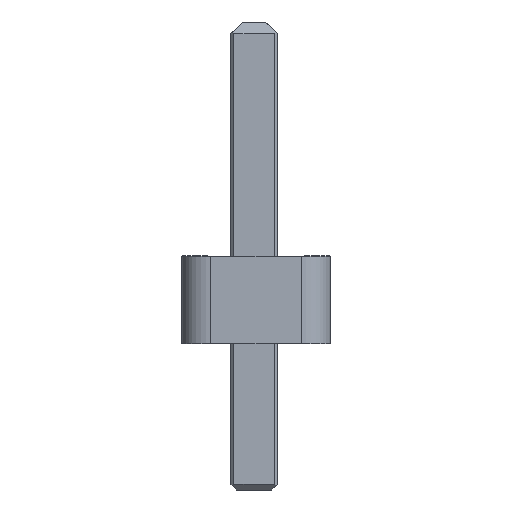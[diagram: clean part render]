
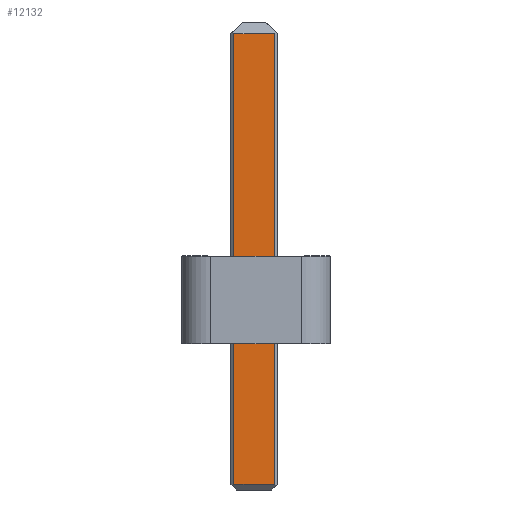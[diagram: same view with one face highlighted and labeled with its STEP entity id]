
A CAD part, left-side view. The second image highlights one B-rep face of the part: STEP entity #12132.
In plain terms, the highlighted planar face has unit normal (-1, 0, 0).
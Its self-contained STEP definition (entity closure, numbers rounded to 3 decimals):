
#1012=FACE_OUTER_BOUND('',#1692,.T.);
#1692=EDGE_LOOP('',(#10873,#10874,#10875,#10876));
#3170=LINE('',#19547,#4690);
#3198=LINE('',#19602,#4718);
#3204=LINE('',#19615,#4724);
#3210=LINE('',#19626,#4730);
#4690=VECTOR('',#16095,10.);
#4718=VECTOR('',#16137,10.);
#4724=VECTOR('',#16149,10.);
#4730=VECTOR('',#16159,10.);
#5826=VERTEX_POINT('',#19544);
#5827=VERTEX_POINT('',#19546);
#5847=VERTEX_POINT('',#19600);
#5851=VERTEX_POINT('',#19614);
#7490=EDGE_CURVE('',#5826,#5827,#3170,.T.);
#7518=EDGE_CURVE('',#5847,#5826,#3198,.T.);
#7524=EDGE_CURVE('',#5827,#5851,#3204,.T.);
#7530=EDGE_CURVE('',#5851,#5847,#3210,.T.);
#10873=ORIENTED_EDGE('',*,*,#7490,.F.);
#10874=ORIENTED_EDGE('',*,*,#7518,.F.);
#10875=ORIENTED_EDGE('',*,*,#7530,.F.);
#10876=ORIENTED_EDGE('',*,*,#7524,.F.);
#11472=PLANE('',#13006);
#12132=ADVANCED_FACE('',(#1012),#11472,.T.);
#13006=AXIS2_PLACEMENT_3D('',#19630,#16162,#16163);
#16095=DIRECTION('',(0.,1.,0.));
#16137=DIRECTION('',(0.,0.,-1.));
#16149=DIRECTION('',(0.,0.,1.));
#16159=DIRECTION('',(0.,-1.,0.));
#16162=DIRECTION('center_axis',(-1.,0.,0.));
#16163=DIRECTION('ref_axis',(0.,0.,1.));
#19544=CARTESIAN_POINT('',(-24.5,-0.32,-2.4));
#19546=CARTESIAN_POINT('',(-24.5,0.38,-2.4));
#19547=CARTESIAN_POINT('',(-24.5,-0.32,-2.4));
#19600=CARTESIAN_POINT('',(-24.5,-0.32,5.3));
#19602=CARTESIAN_POINT('',(-24.5,-0.32,5.3));
#19614=CARTESIAN_POINT('',(-24.5,0.38,5.3));
#19615=CARTESIAN_POINT('',(-24.5,0.38,-2.4));
#19626=CARTESIAN_POINT('',(-24.5,0.38,5.3));
#19630=CARTESIAN_POINT('Origin',(-24.5,0.03,-2.41));
